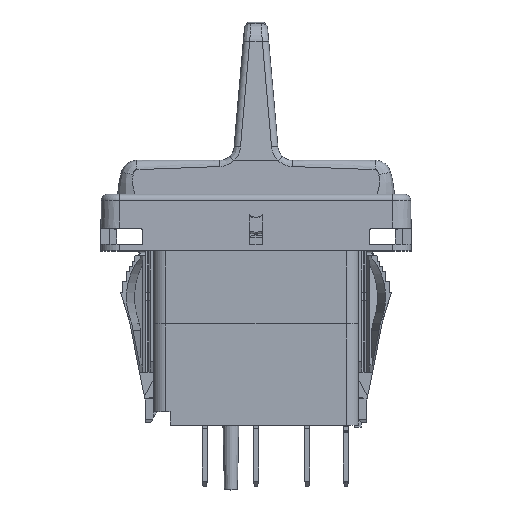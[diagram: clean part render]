
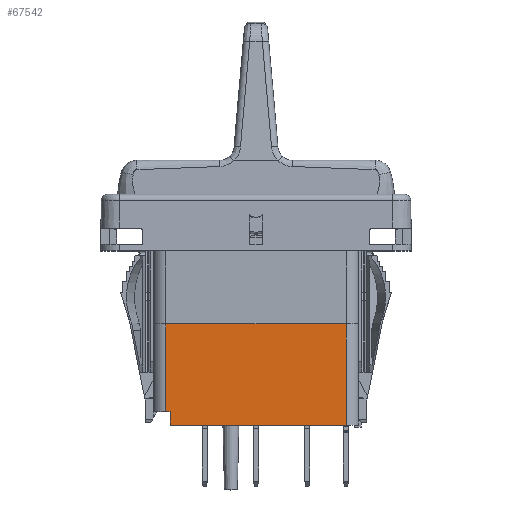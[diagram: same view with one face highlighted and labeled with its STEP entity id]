
A CAD part, top view. The second image highlights one B-rep face of the part: STEP entity #67542.
In plain terms, the highlighted planar face has unit normal (0, 0, 1).
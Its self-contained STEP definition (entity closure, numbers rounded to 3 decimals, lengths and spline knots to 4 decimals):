
#22565=DIRECTION('',(0.,-1.,0.));
#22566=VECTOR('',#22565,0.542);
#22567=CARTESIAN_POINT('',(-0.558,0.,0.41));
#22568=LINE('',#22567,#22566);
#22574=DIRECTION('',(-1.,0.,0.));
#22575=VECTOR('',#22574,1.116);
#22576=CARTESIAN_POINT('',(0.558,0.,0.41));
#22577=LINE('',#22576,#22575);
#22578=DIRECTION('',(1.,0.,0.));
#22579=VECTOR('',#22578,1.089);
#22580=CARTESIAN_POINT('',(-0.531,-0.625,0.41));
#22581=LINE('',#22580,#22579);
#22582=DIRECTION('',(0.,1.,0.));
#22583=VECTOR('',#22582,0.083);
#22584=CARTESIAN_POINT('',(-0.531,-0.625,0.41));
#22585=LINE('',#22584,#22583);
#22586=DIRECTION('',(1.,0.,0.));
#22587=VECTOR('',#22586,0.027);
#22588=CARTESIAN_POINT('',(-0.558,-0.542,0.41));
#22589=LINE('',#22588,#22587);
#22603=DIRECTION('',(0.,1.,0.));
#22604=VECTOR('',#22603,0.625);
#22605=CARTESIAN_POINT('',(0.558,-0.625,0.41));
#22606=LINE('',#22605,#22604);
#30226=CARTESIAN_POINT('',(-0.558,0.,0.41));
#30227=CARTESIAN_POINT('',(-0.558,-0.542,0.41));
#30228=VERTEX_POINT('',#30226);
#30229=VERTEX_POINT('',#30227);
#30246=CARTESIAN_POINT('',(0.558,-0.625,0.41));
#30247=CARTESIAN_POINT('',(0.558,0.,0.41));
#30248=VERTEX_POINT('',#30246);
#30249=VERTEX_POINT('',#30247);
#30416=CARTESIAN_POINT('',(-0.531,-0.625,0.41));
#30417=CARTESIAN_POINT('',(-0.531,-0.542,0.41));
#30418=VERTEX_POINT('',#30416);
#30419=VERTEX_POINT('',#30417);
#67527=CARTESIAN_POINT('',(0.,0.,0.41));
#67528=DIRECTION('',(0.,0.,1.));
#67529=DIRECTION('',(1.,0.,0.));
#67530=AXIS2_PLACEMENT_3D('',#67527,#67528,#67529);
#67531=PLANE('',#67530);
#67532=ORIENTED_EDGE('',*,*,#67520,.F.);
#67533=ORIENTED_EDGE('',*,*,#67388,.F.);
#67535=ORIENTED_EDGE('',*,*,#67534,.F.);
#67536=ORIENTED_EDGE('',*,*,#66911,.F.);
#67537=ORIENTED_EDGE('',*,*,#66984,.T.);
#67539=ORIENTED_EDGE('',*,*,#67538,.F.);
#67540=EDGE_LOOP('',(#67532,#67533,#67535,#67536,#67537,#67539));
#67541=FACE_OUTER_BOUND('',#67540,.F.);
#66911=EDGE_CURVE('',#30418,#30248,#22581,.T.);
#66984=EDGE_CURVE('',#30418,#30419,#22585,.T.);
#67388=EDGE_CURVE('',#30249,#30228,#22577,.T.);
#67520=EDGE_CURVE('',#30228,#30229,#22568,.T.);
#67534=EDGE_CURVE('',#30248,#30249,#22606,.T.);
#67538=EDGE_CURVE('',#30229,#30419,#22589,.T.);
#67542=ADVANCED_FACE('',(#67541),#67531,.T.);
